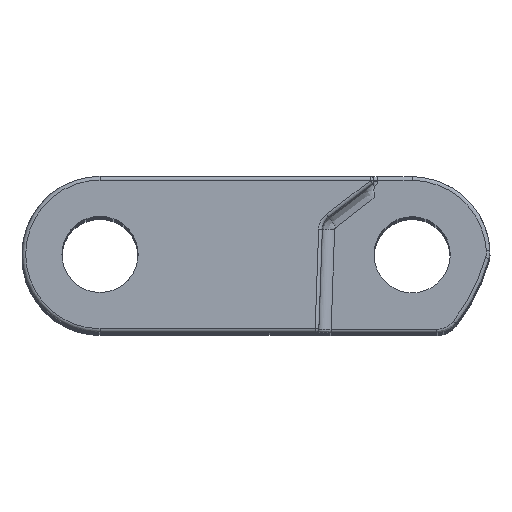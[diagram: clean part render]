
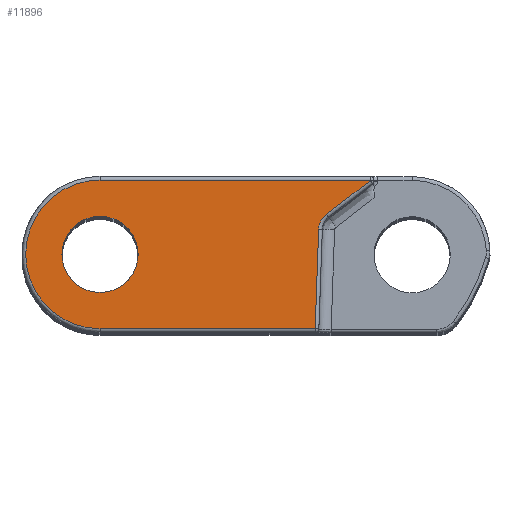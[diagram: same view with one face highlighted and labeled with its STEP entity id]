
A CAD part, top view. The second image highlights one B-rep face of the part: STEP entity #11896.
In plain terms, the highlighted planar face has unit normal (0, 0, 1).
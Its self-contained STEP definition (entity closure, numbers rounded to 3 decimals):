
#17=FACE_BOUND('',#1510,.T.);
#715=FACE_OUTER_BOUND('',#1509,.T.);
#1509=EDGE_LOOP('',(#8218,#8219,#8220,#8221,#8222,#8223,#8224));
#1510=EDGE_LOOP('',(#8225));
#2355=CIRCLE('',#12780,6.05);
#2356=CIRCLE('',#12781,1.6);
#2357=CIRCLE('',#12782,3.1);
#3472=LINE('',#20581,#4264);
#3473=LINE('',#20587,#4265);
#3474=LINE('',#20591,#4266);
#3475=LINE('',#20593,#4267);
#3476=LINE('',#20594,#4268);
#4264=VECTOR('',#14348,17.51);
#4265=VECTOR('',#14355,8.111);
#4266=VECTOR('',#14358,4.498);
#4267=VECTOR('',#14359,0.051);
#4268=VECTOR('',#14360,22.);
#5118=VERTEX_POINT('',#20576);
#5119=VERTEX_POINT('',#20580);
#5120=VERTEX_POINT('',#20584);
#5121=VERTEX_POINT('',#20586);
#5122=VERTEX_POINT('',#20588);
#5123=VERTEX_POINT('',#20590);
#5124=VERTEX_POINT('',#20592);
#5125=VERTEX_POINT('',#20595);
#6258=EDGE_CURVE('',#5118,#5119,#3472,.T.);
#6260=EDGE_CURVE('',#5119,#5120,#2355,.T.);
#6261=EDGE_CURVE('',#5121,#5118,#3473,.T.);
#6262=EDGE_CURVE('',#5122,#5121,#2356,.T.);
#6263=EDGE_CURVE('',#5123,#5122,#3474,.T.);
#6264=EDGE_CURVE('',#5124,#5123,#3475,.T.);
#6265=EDGE_CURVE('',#5120,#5124,#3476,.T.);
#6266=EDGE_CURVE('',#5125,#5125,#2357,.T.);
#8218=ORIENTED_EDGE('',*,*,#6260,.F.);
#8219=ORIENTED_EDGE('',*,*,#6258,.F.);
#8220=ORIENTED_EDGE('',*,*,#6261,.F.);
#8221=ORIENTED_EDGE('',*,*,#6262,.F.);
#8222=ORIENTED_EDGE('',*,*,#6263,.F.);
#8223=ORIENTED_EDGE('',*,*,#6264,.F.);
#8224=ORIENTED_EDGE('',*,*,#6265,.F.);
#8225=ORIENTED_EDGE('',*,*,#6266,.T.);
#11668=PLANE('',#12779);
#11896=ADVANCED_FACE('',(#715,#17),#11668,.F.);
#12779=AXIS2_PLACEMENT_3D('',#20583,#14351,#14352);
#12780=AXIS2_PLACEMENT_3D('',#20585,#14353,#14354);
#12781=AXIS2_PLACEMENT_3D('',#20589,#14356,#14357);
#12782=AXIS2_PLACEMENT_3D('',#20596,#14361,#14362);
#14348=DIRECTION('',(-1.,0.,0.));
#14351=DIRECTION('center_axis',(0.,0.,-1.));
#14352=DIRECTION('ref_axis',(-1.,0.,0.));
#14353=DIRECTION('center_axis',(0.,0.,-1.));
#14354=DIRECTION('ref_axis',(0.,-1.,0.));
#14355=DIRECTION('',(-0.035,-0.999,0.));
#14356=DIRECTION('center_axis',(0.,0.,1.));
#14357=DIRECTION('ref_axis',(-0.606,0.795,0.));
#14358=DIRECTION('',(-0.795,-0.606,0.));
#14359=DIRECTION('',(0.,-1.,0.));
#14360=DIRECTION('',(1.,0.,0.));
#14361=DIRECTION('center_axis',(0.,0.,-1.));
#14362=DIRECTION('ref_axis',(0.,1.,0.));
#20576=CARTESIAN_POINT('',(4.81,-6.05,152.405));
#20580=CARTESIAN_POINT('',(-12.7,-6.05,152.405));
#20581=CARTESIAN_POINT('',(4.81,-6.05,152.405));
#20583=CARTESIAN_POINT('Origin',(0.,0.,152.405));
#20584=CARTESIAN_POINT('',(-12.7,6.05,152.405));
#20585=CARTESIAN_POINT('Origin',(-12.7,0.,152.405));
#20586=CARTESIAN_POINT('',(5.093,2.056,152.405));
#20587=CARTESIAN_POINT('',(5.093,2.056,152.405));
#20588=CARTESIAN_POINT('',(5.723,3.273,152.405));
#20589=CARTESIAN_POINT('Origin',(6.692,2.,152.405));
#20590=CARTESIAN_POINT('',(9.3,5.999,152.405));
#20591=CARTESIAN_POINT('',(9.3,5.999,152.405));
#20592=CARTESIAN_POINT('',(9.3,6.05,152.405));
#20593=CARTESIAN_POINT('',(9.3,6.05,152.405));
#20594=CARTESIAN_POINT('',(-12.7,6.05,152.405));
#20595=CARTESIAN_POINT('',(-12.7,-3.1,152.405));
#20596=CARTESIAN_POINT('Origin',(-12.7,0.,152.405));
